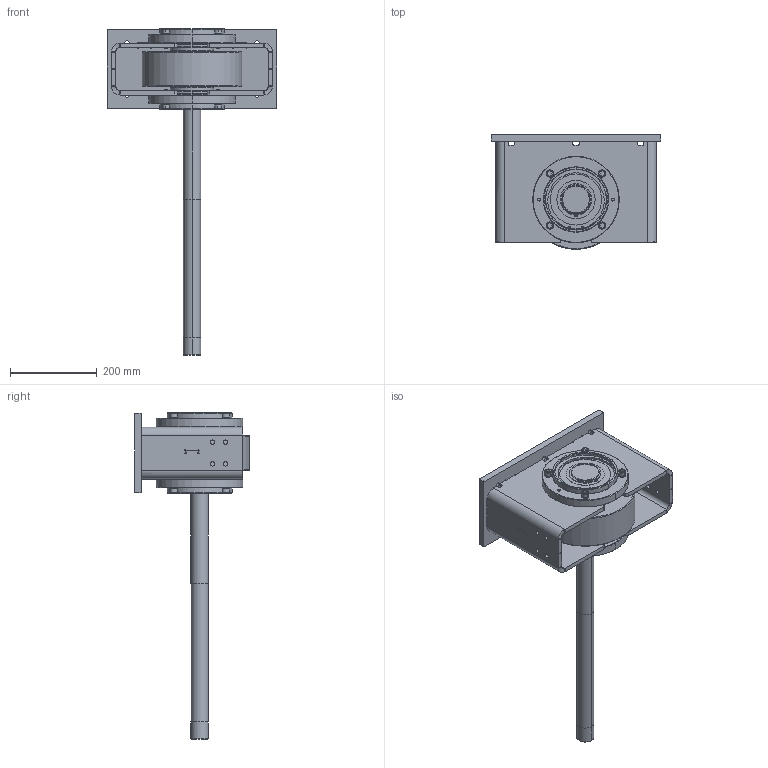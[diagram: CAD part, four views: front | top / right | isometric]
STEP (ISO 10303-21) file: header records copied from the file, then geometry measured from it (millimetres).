
FILE_DESCRIPTION(('STEP AP214'),'1');
FILE_NAME('ralm-40-230.stp','2022-09-13T15:30:47',('TraceParts'),('TraceParts S.A.'),'Spatial InterOp 3D',' ',' ');
FILE_SCHEMA(('AUTOMOTIVE_DESIGN { 1 0 10303 214 1 1 1 1 }'));
Length unit declared in the file: millimetre
Products named in the file (1): ralm-40-230
Bounding box: 392 x 265 x 754.4 mm (x, y, z)
Volume: 8812737.2 mm3; surface area: 933402.8 mm2
Topology: 1 solids, 1 shells, 817 faces, 2186 edges, 1402 vertices
Faces by surface type: cylinder 426, plane 257, torus 60, cone 54, bspline 20
Entity records: 33400 total; most frequent: CARTESIAN_POINT 5398, DIRECTION 4830, ORIENTED_EDGE 4372, EDGE_CURVE 2186, AXIS2_PLACEMENT_3D 1890, VERTEX_POINT 1402, CIRCLE 1092, LINE 1050
